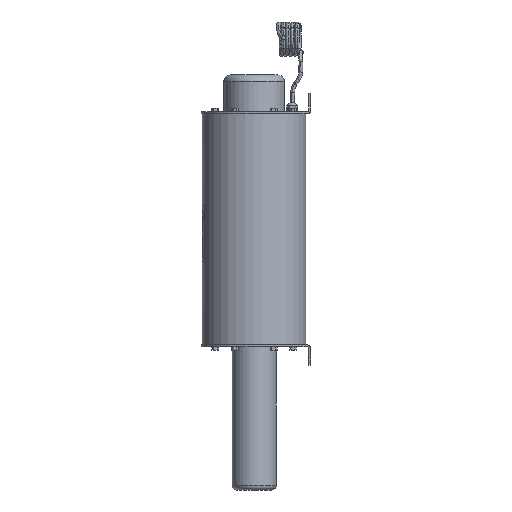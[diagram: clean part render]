
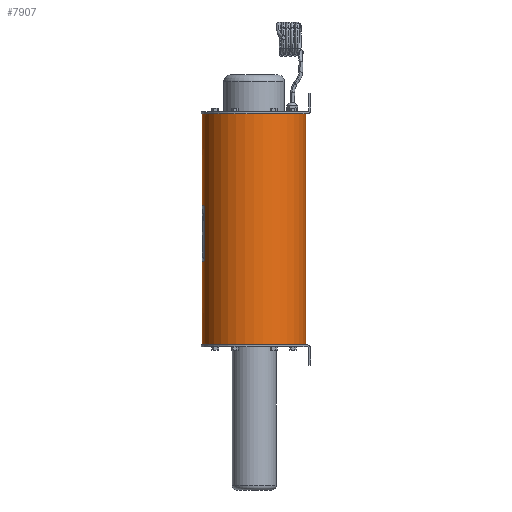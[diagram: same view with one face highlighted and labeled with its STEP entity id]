
A CAD part, left-side view. The second image highlights one B-rep face of the part: STEP entity #7907.
In plain terms, the highlighted cylindrical face has radius 112 mm (diameter 224 mm), a full revolution.
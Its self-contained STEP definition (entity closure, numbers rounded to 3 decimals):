
#110=CIRCLE($,#8228,112.);
#111=CIRCLE($,#8230,112.);
#158=CIRCLE($,#8416,112.);
#159=CIRCLE($,#8417,112.);
#301=FACE_BOUND($,#1373,.T.);
#302=FACE_BOUND($,#1374,.T.);
#899=FACE_OUTER_BOUND($,#1372,.T.);
#1372=EDGE_LOOP($,(#6303));
#1373=EDGE_LOOP($,(#6304));
#1374=EDGE_LOOP($,(#6305,#6306,#6307,#6308,#6309,#6310,#6311,#6312));
#1788=B_SPLINE_CURVE_WITH_KNOTS($,3,(#12308,#12309,#12310,#12311,#12312,
#12313,#12314,#12315,#12316,#12317),.UNSPECIFIED.,.F.,.F.,(4,2,2,2,4),(1.139,
1.43,1.721,2.003,2.286),
 .UNSPECIFIED.);
#1789=B_SPLINE_CURVE_WITH_KNOTS($,3,(#12326,#12327,#12328,#12329,#12330,
#12331,#12332,#12333,#12334,#12335),.UNSPECIFIED.,.F.,.F.,(4,2,2,2,4),(2.286,
2.568,2.851,3.142,3.432),
 .UNSPECIFIED.);
#1790=B_SPLINE_CURVE_WITH_KNOTS($,3,(#12346,#12347,#12348,#12349,#12350,
#12351,#12352,#12353,#12354,#12355),.UNSPECIFIED.,.F.,.F.,(4,2,2,2,4),(0.,
0.285,0.571,0.862,1.154),
 .UNSPECIFIED.);
#1791=B_SPLINE_CURVE_WITH_KNOTS($,3,(#12362,#12363,#12364,#12365,#12366,
#12367,#12368,#12369,#12370,#12371),.UNSPECIFIED.,.F.,.F.,(4,2,2,2,4),(-1.154,
-0.859,-0.565,-0.282,0.),
 .UNSPECIFIED.);
#2151=LINE($,#12322,#2780);
#2156=LINE($,#12359,#2785);
#2780=VECTOR($,#8892,105.);
#2785=VECTOR($,#8911,105.);
#3462=VERTEX_POINT($,#12305);
#3463=VERTEX_POINT($,#12307);
#3464=VERTEX_POINT($,#12320);
#3465=VERTEX_POINT($,#12324);
#3466=VERTEX_POINT($,#12337);
#3467=VERTEX_POINT($,#12341);
#3468=VERTEX_POINT($,#12345);
#3469=VERTEX_POINT($,#12358);
#3692=VERTEX_POINT($,#14071);
#3693=VERTEX_POINT($,#14073);
#4295=EDGE_CURVE($,#3463,#3462,#1788,.T.);
#4298=EDGE_CURVE($,#3462,#3464,#2151,.T.);
#4300=EDGE_CURVE($,#3464,#3465,#1789,.T.);
#4302=EDGE_CURVE($,#3465,#3466,#110,.T.);
#4303=EDGE_CURVE($,#3467,#3463,#111,.T.);
#4305=EDGE_CURVE($,#3468,#3467,#1790,.T.);
#4307=EDGE_CURVE($,#3469,#3468,#2156,.T.);
#4309=EDGE_CURVE($,#3466,#3469,#1791,.T.);
#4643=EDGE_CURVE($,#3692,#3692,#158,.T.);
#4644=EDGE_CURVE($,#3693,#3693,#159,.T.);
#6303=ORIENTED_EDGE($,*,*,#4643,.F.);
#6304=ORIENTED_EDGE($,*,*,#4644,.F.);
#6305=ORIENTED_EDGE($,*,*,#4295,.T.);
#6306=ORIENTED_EDGE($,*,*,#4298,.T.);
#6307=ORIENTED_EDGE($,*,*,#4300,.T.);
#6308=ORIENTED_EDGE($,*,*,#4302,.T.);
#6309=ORIENTED_EDGE($,*,*,#4309,.T.);
#6310=ORIENTED_EDGE($,*,*,#4307,.T.);
#6311=ORIENTED_EDGE($,*,*,#4305,.T.);
#6312=ORIENTED_EDGE($,*,*,#4303,.T.);
#7655=CYLINDRICAL_SURFACE($,#8415,112.);
#7907=ADVANCED_FACE($,(#899,#301,#302),#7655,.T.);
#8228=AXIS2_PLACEMENT_3D($,#12339,#8899,#8900);
#8230=AXIS2_PLACEMENT_3D($,#12342,#8903,#8904);
#8415=AXIS2_PLACEMENT_3D($,#14070,#9462,#9463);
#8416=AXIS2_PLACEMENT_3D($,#14072,#9464,#9465);
#8417=AXIS2_PLACEMENT_3D($,#14074,#9466,#9467);
#8892=DIRECTION($,(0.,0.,1.));
#8899=DIRECTION('center_axis',(0.,0.,
1.));
#8900=DIRECTION('ref_axis',(1.,0.,0.));
#8903=DIRECTION('center_axis',(0.,0.,
-1.));
#8904=DIRECTION('ref_axis',(1.,0.,0.));
#8911=DIRECTION($,(0.,0.,-1.));
#9462=DIRECTION('center_axis',(0.,0.,-1.));
#9463=DIRECTION('ref_axis',(1.,0.,0.));
#9464=DIRECTION('center_axis',(0.,0.,1.));
#9465=DIRECTION('ref_axis',(1.,0.,0.));
#9466=DIRECTION('center_axis',(0.,0.,-1.));
#9467=DIRECTION('ref_axis',(1.,0.,0.));
#12305=CARTESIAN_POINT('',(30.592,107.741,-311.522));
#12307=CARTESIAN_POINT('',(23.092,109.594,-319.022));
#12308=CARTESIAN_POINT('Ctrl Pts',(23.092,109.594,-319.022));
#12309=CARTESIAN_POINT('Ctrl Pts',(24.041,109.394,-319.022));
#12310=CARTESIAN_POINT('Ctrl Pts',(25.05,109.167,-318.831));
#12311=CARTESIAN_POINT('Ctrl Pts',(26.908,108.724,-318.057));
#12312=CARTESIAN_POINT('Ctrl Pts',(27.755,108.509,-317.473));
#12313=CARTESIAN_POINT('Ctrl Pts',(29.077,108.162,-316.136));
#12314=CARTESIAN_POINT('Ctrl Pts',(29.646,108.006,-315.301));
#12315=CARTESIAN_POINT('Ctrl Pts',(30.404,107.795,-313.465));
#12316=CARTESIAN_POINT('Ctrl Pts',(30.592,107.741,-312.463));
#12317=CARTESIAN_POINT('Ctrl Pts',(30.592,107.741,-311.522));
#12320=CARTESIAN_POINT('',(30.592,107.741,-206.522));
#12322=CARTESIAN_POINT($,(30.592,107.741,0.));
#12324=CARTESIAN_POINT('',(23.092,109.594,-199.022));
#12326=CARTESIAN_POINT('Ctrl Pts',(30.592,107.741,-206.522));
#12327=CARTESIAN_POINT('Ctrl Pts',(30.592,107.741,-205.58));
#12328=CARTESIAN_POINT('Ctrl Pts',(30.404,107.795,-204.579));
#12329=CARTESIAN_POINT('Ctrl Pts',(29.646,108.006,-202.742));
#12330=CARTESIAN_POINT('Ctrl Pts',(29.077,108.162,-201.907));
#12331=CARTESIAN_POINT('Ctrl Pts',(27.755,108.509,-200.571));
#12332=CARTESIAN_POINT('Ctrl Pts',(26.908,108.724,-199.987));
#12333=CARTESIAN_POINT('Ctrl Pts',(25.05,109.167,-199.212));
#12334=CARTESIAN_POINT('Ctrl Pts',(24.041,109.394,-199.022));
#12335=CARTESIAN_POINT('Ctrl Pts',(23.092,109.594,-199.022));
#12337=CARTESIAN_POINT('',(-27.908,108.467,-199.022));
#12339=CARTESIAN_POINT('Origin',(0.,0.,-199.022));
#12341=CARTESIAN_POINT('',(-27.908,108.467,-319.022));
#12342=CARTESIAN_POINT('Origin',(0.,0.,-319.022));
#12345=CARTESIAN_POINT('',(-35.408,106.256,-311.522));
#12346=CARTESIAN_POINT('Ctrl Pts',(-35.408,106.256,-311.522));
#12347=CARTESIAN_POINT('Ctrl Pts',(-35.408,106.256,-312.473));
#12348=CARTESIAN_POINT('Ctrl Pts',(-35.215,106.32,-313.484));
#12349=CARTESIAN_POINT('Ctrl Pts',(-34.446,106.572,-315.331));
#12350=CARTESIAN_POINT('Ctrl Pts',(-33.868,106.759,-316.168));
#12351=CARTESIAN_POINT('Ctrl Pts',(-32.541,107.171,-317.496));
#12352=CARTESIAN_POINT('Ctrl Pts',(-31.696,107.426,-318.071));
#12353=CARTESIAN_POINT('Ctrl Pts',(-29.85,107.953,-318.835));
#12354=CARTESIAN_POINT('Ctrl Pts',(-28.848,108.225,-319.022));
#12355=CARTESIAN_POINT('Ctrl Pts',(-27.908,108.467,-319.022));
#12358=CARTESIAN_POINT('',(-35.408,106.256,-206.522));
#12359=CARTESIAN_POINT($,(-35.408,106.256,0.));
#12362=CARTESIAN_POINT('Ctrl Pts',(-27.908,108.467,-199.022));
#12363=CARTESIAN_POINT('Ctrl Pts',(-28.858,108.223,-199.022));
#12364=CARTESIAN_POINT('Ctrl Pts',(-29.87,107.948,-199.213));
#12365=CARTESIAN_POINT('Ctrl Pts',(-31.731,107.415,-199.991));
#12366=CARTESIAN_POINT('Ctrl Pts',(-32.581,107.159,-200.578));
#12367=CARTESIAN_POINT('Ctrl Pts',(-33.899,106.749,-201.917));
#12368=CARTESIAN_POINT('Ctrl Pts',(-34.465,106.566,-202.749));
#12369=CARTESIAN_POINT('Ctrl Pts',(-35.22,106.319,-204.58));
#12370=CARTESIAN_POINT('Ctrl Pts',(-35.408,106.256,-205.58));
#12371=CARTESIAN_POINT('Ctrl Pts',(-35.408,106.256,-206.522));
#14070=CARTESIAN_POINT('Origin',(0.,0.,0.));
#14071=CARTESIAN_POINT('',(-112.,0.,0.));
#14072=CARTESIAN_POINT('Origin',(0.,0.,0.));
#14073=CARTESIAN_POINT('',(-112.,0.,-500.));
#14074=CARTESIAN_POINT('Origin',(0.,0.,-500.));
